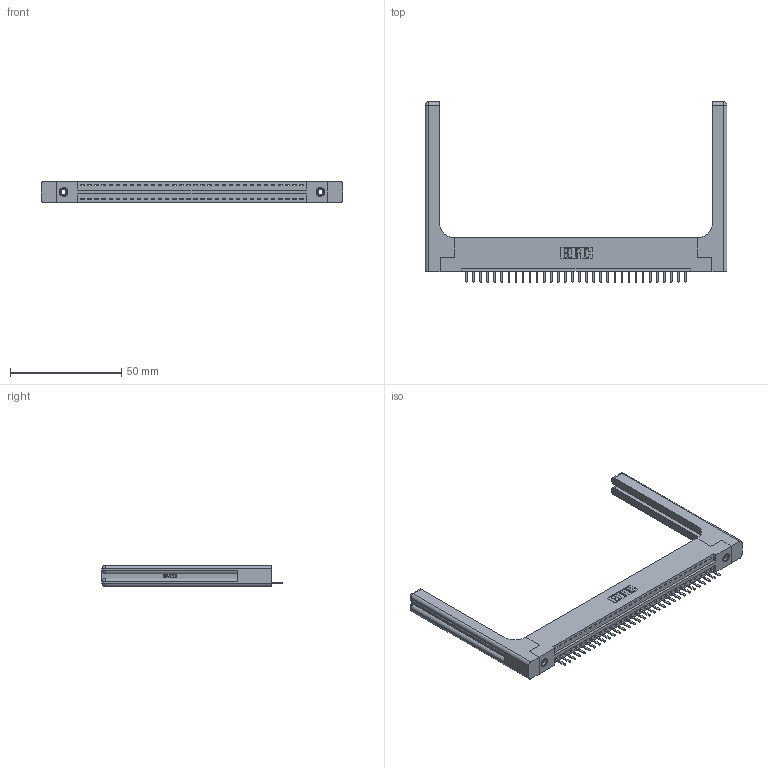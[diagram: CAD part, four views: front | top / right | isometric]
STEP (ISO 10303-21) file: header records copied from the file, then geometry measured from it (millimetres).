
FILE_DESCRIPTION (( 'STEP AP203' ), '1' );
FILE_NAME ('346-032-520-158.STEP', '2022-05-06T17:52:24', ( '' ), ( '' ), 'SwSTEP 2.0', 'SolidWorks 2020', '' );
FILE_SCHEMA (( 'CONFIG_CONTROL_DESIGN' ));
Length unit declared in the file: inch
Products named in the file (5): 345-292-001_345-293-120; 346-032-520-158; 345-250-001_345-250-001-102; 346 Part_Flush Mounting Lugs - 0.156 Dia-TH; 346-220-058_345-220-058
Assembly tree (37 placements, depth 2):
  346-032-520-158
    346 Part_Flush Mounting Lugs - 0.156 Dia-TH
    345-292-001_345-293-120  x32
    345-250-001_345-250-001-102  x2
    346-220-058_345-220-058  x2
Bounding box: 135.66 x 80.98 x 9.4 mm (x, y, z)
Volume: 20325.1 mm3; surface area: 20793.4 mm2
Topology: 37 solids, 37 shells, 2376 faces, 6919 edges, 4506 vertices
Faces by surface type: plane 1582, cylinder 734, bspline 36, cone 12, sphere 8, torus 4
Entity records: 26918 total; most frequent: CARTESIAN_POINT 5611, ORIENTED_EDGE 4360, DIRECTION 3880, EDGE_CURVE 2180, VECTOR 1824, LINE 1824, VERTEX_POINT 1442, AXIS2_PLACEMENT_3D 1028
